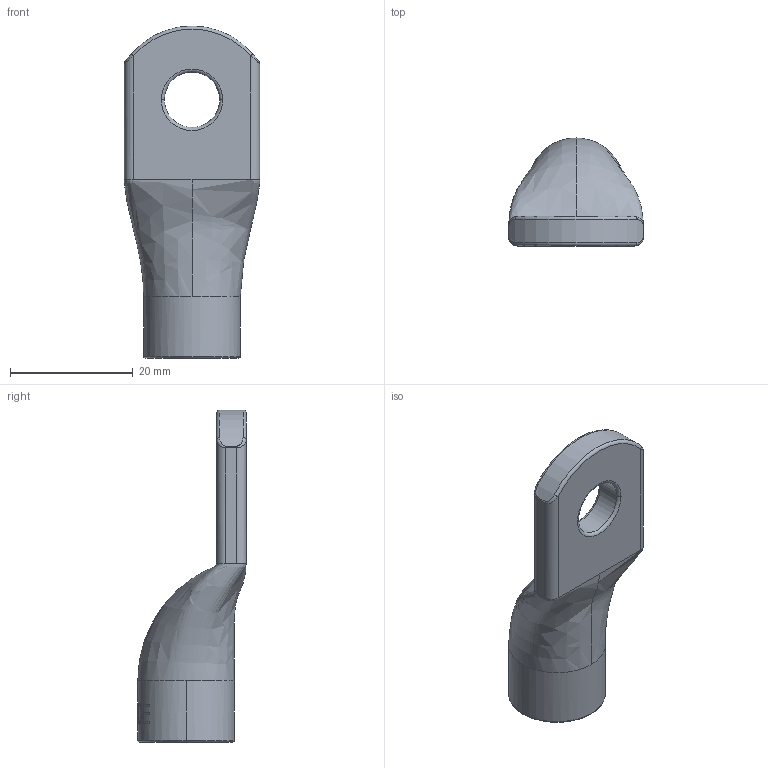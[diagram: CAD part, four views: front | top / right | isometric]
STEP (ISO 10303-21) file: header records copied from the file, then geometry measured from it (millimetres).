
FILE_DESCRIPTION (( 'STEP AP214' ), '1' );
FILE_NAME ('LUG-MAGNA_6410E_10AWG_.31IN.STEP', '2017-04-10T20:55:08', ( '' ), ( '' ), 'SwSTEP 2.0', 'SolidWorks 2017', '' );
FILE_SCHEMA (( 'AUTOMOTIVE_DESIGN' ));
Length unit declared in the file: millimetre
Products named in the file (1): LUG-MAGNA_6410E_10AWG_.31IN
Bounding box: 22 x 17.6 x 54 mm (x, y, z)
Volume: 6352.4 mm3; surface area: 3400.7 mm2
Topology: 1 solids, 1 shells, 118 faces, 293 edges, 190 vertices
Faces by surface type: bspline 59, plane 28, cylinder 21, torus 8, cone 2
Entity records: 9801 total; most frequent: CARTESIAN_POINT 6858, ORIENTED_EDGE 586, EDGE_CURVE 293, DIRECTION 257, B_SPLINE_CURVE_WITH_KNOTS 192, VERTEX_POINT 190, EDGE_LOOP 133, FACE_OUTER_BOUND 118
